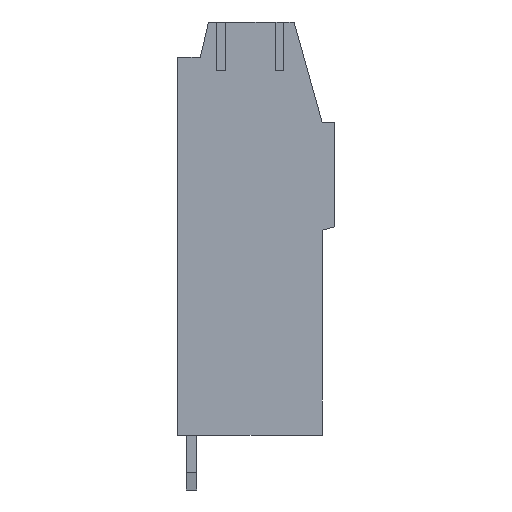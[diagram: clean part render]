
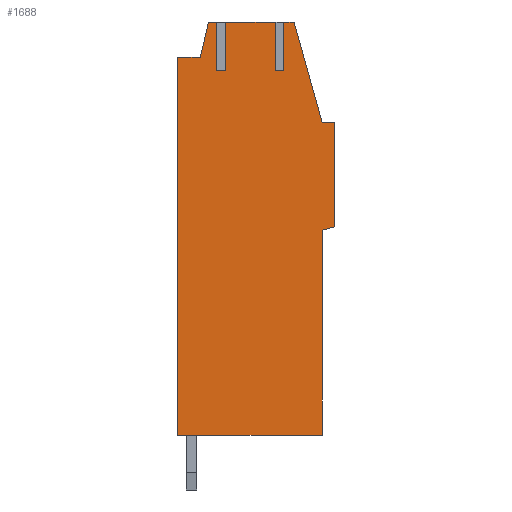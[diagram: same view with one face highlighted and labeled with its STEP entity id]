
A CAD part, left-side view. The second image highlights one B-rep face of the part: STEP entity #1688.
In plain terms, the highlighted planar face has unit normal (-1, 0, 0).
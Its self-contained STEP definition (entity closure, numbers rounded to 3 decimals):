
#1628=AXIS2_PLACEMENT_3D('Plane Axis2P3D',#1625,#1626,#1627) ;
#534=CARTESIAN_POINT('Vertex',(0.,7.825,25.25)) ;
#537=CARTESIAN_POINT('Line Origine',(0.,7.588,26.275)) ;
#541=CARTESIAN_POINT('Vertex',(0.,7.35,27.3)) ;
#662=CARTESIAN_POINT('Vertex',(0.,9.15,25.25)) ;
#665=CARTESIAN_POINT('Line Origine',(0.,8.488,25.25)) ;
#686=CARTESIAN_POINT('Vertex',(0.,9.15,3.2)) ;
#689=CARTESIAN_POINT('Line Origine',(0.,9.15,14.225)) ;
#710=CARTESIAN_POINT('Vertex',(0.,0.7,3.2)) ;
#713=CARTESIAN_POINT('Line Origine',(0.,4.925,3.2)) ;
#734=CARTESIAN_POINT('Vertex',(0.,0.7,15.15)) ;
#737=CARTESIAN_POINT('Line Origine',(0.,0.7,9.175)) ;
#758=CARTESIAN_POINT('Vertex',(0.,0.,15.35)) ;
#761=CARTESIAN_POINT('Line Origine',(0.,0.35,15.25)) ;
#782=CARTESIAN_POINT('Vertex',(0.,0.,21.45)) ;
#785=CARTESIAN_POINT('Line Origine',(0.,0.,18.4)) ;
#908=CARTESIAN_POINT('Vertex',(0.,0.711,21.45)) ;
#911=CARTESIAN_POINT('Line Origine',(0.,0.356,21.45)) ;
#932=CARTESIAN_POINT('Vertex',(0.,2.35,27.3)) ;
#935=CARTESIAN_POINT('Line Origine',(0.,1.531,24.375)) ;
#1457=CARTESIAN_POINT('Line Origine',(0.,4.9,27.3)) ;
#1461=CARTESIAN_POINT('Vertex',(0.,3.45,27.3)) ;
#1463=CARTESIAN_POINT('Vertex',(0.,6.35,27.3)) ;
#1512=CARTESIAN_POINT('Vertex',(0.,2.95,27.3)) ;
#1515=CARTESIAN_POINT('Line Origine',(0.,2.65,27.3)) ;
#1520=CARTESIAN_POINT('Line Origine',(0.,7.1,27.3)) ;
#1524=CARTESIAN_POINT('Vertex',(0.,6.85,27.3)) ;
#1625=CARTESIAN_POINT('Axis2P3D Location',(0.,0.,0.)) ;
#1630=CARTESIAN_POINT('Line Origine',(0.,6.35,25.875)) ;
#1634=CARTESIAN_POINT('Vertex',(0.,6.35,24.45)) ;
#1637=CARTESIAN_POINT('Line Origine',(0.,6.6,24.45)) ;
#1641=CARTESIAN_POINT('Vertex',(0.,6.85,24.45)) ;
#1644=CARTESIAN_POINT('Line Origine',(0.,6.85,25.875)) ;
#1649=CARTESIAN_POINT('Line Origine',(0.,2.95,25.875)) ;
#1653=CARTESIAN_POINT('Vertex',(0.,2.95,24.45)) ;
#1656=CARTESIAN_POINT('Line Origine',(0.,3.2,24.45)) ;
#1660=CARTESIAN_POINT('Vertex',(0.,3.45,24.45)) ;
#1663=CARTESIAN_POINT('Line Origine',(0.,3.45,25.875)) ;
#538=DIRECTION('Vector Direction',(0.,-0.226,0.974)) ;
#666=DIRECTION('Vector Direction',(0.,-1.,0.)) ;
#690=DIRECTION('Vector Direction',(0.,0.,1.)) ;
#714=DIRECTION('Vector Direction',(0.,1.,0.)) ;
#738=DIRECTION('Vector Direction',(0.,0.,-1.)) ;
#762=DIRECTION('Vector Direction',(0.,0.962,-0.275)) ;
#786=DIRECTION('Vector Direction',(0.,0.,-1.)) ;
#912=DIRECTION('Vector Direction',(0.,-1.,0.)) ;
#936=DIRECTION('Vector Direction',(0.,-0.27,-0.963)) ;
#1458=DIRECTION('Vector Direction',(0.,-1.,0.)) ;
#1516=DIRECTION('Vector Direction',(0.,-1.,0.)) ;
#1521=DIRECTION('Vector Direction',(0.,-1.,0.)) ;
#1626=DIRECTION('Axis2P3D Direction',(-1.,0.,0.)) ;
#1627=DIRECTION('Axis2P3D XDirection',(0.,0.,1.)) ;
#1631=DIRECTION('Vector Direction',(0.,0.,1.)) ;
#1638=DIRECTION('Vector Direction',(0.,-1.,0.)) ;
#1645=DIRECTION('Vector Direction',(0.,0.,1.)) ;
#1650=DIRECTION('Vector Direction',(0.,0.,1.)) ;
#1657=DIRECTION('Vector Direction',(0.,-1.,0.)) ;
#1664=DIRECTION('Vector Direction',(0.,0.,1.)) ;
#539=VECTOR('Line Direction',#538,1.) ;
#667=VECTOR('Line Direction',#666,1.) ;
#691=VECTOR('Line Direction',#690,1.) ;
#715=VECTOR('Line Direction',#714,1.) ;
#739=VECTOR('Line Direction',#738,1.) ;
#763=VECTOR('Line Direction',#762,1.) ;
#787=VECTOR('Line Direction',#786,1.) ;
#913=VECTOR('Line Direction',#912,1.) ;
#937=VECTOR('Line Direction',#936,1.) ;
#1459=VECTOR('Line Direction',#1458,1.) ;
#1517=VECTOR('Line Direction',#1516,1.) ;
#1522=VECTOR('Line Direction',#1521,1.) ;
#1632=VECTOR('Line Direction',#1631,1.) ;
#1639=VECTOR('Line Direction',#1638,1.) ;
#1646=VECTOR('Line Direction',#1645,1.) ;
#1651=VECTOR('Line Direction',#1650,1.) ;
#1658=VECTOR('Line Direction',#1657,1.) ;
#1665=VECTOR('Line Direction',#1664,1.) ;
#1669=ORIENTED_EDGE('',*,*,#1465,.T.) ;
#1670=ORIENTED_EDGE('',*,*,#1636,.F.) ;
#1671=ORIENTED_EDGE('',*,*,#1643,.F.) ;
#1672=ORIENTED_EDGE('',*,*,#1648,.T.) ;
#1673=ORIENTED_EDGE('',*,*,#1526,.T.) ;
#1674=ORIENTED_EDGE('',*,*,#543,.T.) ;
#1675=ORIENTED_EDGE('',*,*,#669,.T.) ;
#1676=ORIENTED_EDGE('',*,*,#693,.T.) ;
#1677=ORIENTED_EDGE('',*,*,#717,.T.) ;
#1678=ORIENTED_EDGE('',*,*,#741,.T.) ;
#1679=ORIENTED_EDGE('',*,*,#765,.T.) ;
#1680=ORIENTED_EDGE('',*,*,#789,.T.) ;
#1681=ORIENTED_EDGE('',*,*,#915,.T.) ;
#1682=ORIENTED_EDGE('',*,*,#939,.T.) ;
#1683=ORIENTED_EDGE('',*,*,#1519,.T.) ;
#1684=ORIENTED_EDGE('',*,*,#1655,.F.) ;
#1685=ORIENTED_EDGE('',*,*,#1662,.F.) ;
#1686=ORIENTED_EDGE('',*,*,#1667,.T.) ;
#1688=ADVANCED_FACE('HOUSING',(#1687),#1629,.T.) ;
#543=EDGE_CURVE('',#542,#535,#540,.F.) ;
#669=EDGE_CURVE('',#535,#663,#668,.F.) ;
#693=EDGE_CURVE('',#663,#687,#692,.F.) ;
#717=EDGE_CURVE('',#687,#711,#716,.F.) ;
#741=EDGE_CURVE('',#711,#735,#740,.F.) ;
#765=EDGE_CURVE('',#735,#759,#764,.F.) ;
#789=EDGE_CURVE('',#759,#783,#788,.F.) ;
#915=EDGE_CURVE('',#783,#909,#914,.F.) ;
#939=EDGE_CURVE('',#909,#933,#938,.F.) ;
#1465=EDGE_CURVE('',#1462,#1464,#1460,.F.) ;
#1519=EDGE_CURVE('',#933,#1513,#1518,.F.) ;
#1526=EDGE_CURVE('',#1525,#542,#1523,.F.) ;
#1636=EDGE_CURVE('',#1635,#1464,#1633,.T.) ;
#1643=EDGE_CURVE('',#1642,#1635,#1640,.T.) ;
#1648=EDGE_CURVE('',#1642,#1525,#1647,.T.) ;
#1655=EDGE_CURVE('',#1654,#1513,#1652,.T.) ;
#1662=EDGE_CURVE('',#1661,#1654,#1659,.T.) ;
#1667=EDGE_CURVE('',#1661,#1462,#1666,.T.) ;
#1668=EDGE_LOOP('',(#1669,#1670,#1671,#1672,#1673,#1674,#1675,#1676,#1677,#1678,#1679,#1680,#1681,#1682,#1683,#1684,#1685,#1686)) ;
#1687=FACE_OUTER_BOUND('',#1668,.T.) ;
#540=LINE('Line',#537,#539) ;
#668=LINE('Line',#665,#667) ;
#692=LINE('Line',#689,#691) ;
#716=LINE('Line',#713,#715) ;
#740=LINE('Line',#737,#739) ;
#764=LINE('Line',#761,#763) ;
#788=LINE('Line',#785,#787) ;
#914=LINE('Line',#911,#913) ;
#938=LINE('Line',#935,#937) ;
#1460=LINE('Line',#1457,#1459) ;
#1518=LINE('Line',#1515,#1517) ;
#1523=LINE('Line',#1520,#1522) ;
#1633=LINE('Line',#1630,#1632) ;
#1640=LINE('Line',#1637,#1639) ;
#1647=LINE('Line',#1644,#1646) ;
#1652=LINE('Line',#1649,#1651) ;
#1659=LINE('Line',#1656,#1658) ;
#1666=LINE('Line',#1663,#1665) ;
#1629=PLANE('',#1628) ;
#535=VERTEX_POINT('',#534) ;
#542=VERTEX_POINT('',#541) ;
#663=VERTEX_POINT('',#662) ;
#687=VERTEX_POINT('',#686) ;
#711=VERTEX_POINT('',#710) ;
#735=VERTEX_POINT('',#734) ;
#759=VERTEX_POINT('',#758) ;
#783=VERTEX_POINT('',#782) ;
#909=VERTEX_POINT('',#908) ;
#933=VERTEX_POINT('',#932) ;
#1462=VERTEX_POINT('',#1461) ;
#1464=VERTEX_POINT('',#1463) ;
#1513=VERTEX_POINT('',#1512) ;
#1525=VERTEX_POINT('',#1524) ;
#1635=VERTEX_POINT('',#1634) ;
#1642=VERTEX_POINT('',#1641) ;
#1654=VERTEX_POINT('',#1653) ;
#1661=VERTEX_POINT('',#1660) ;
